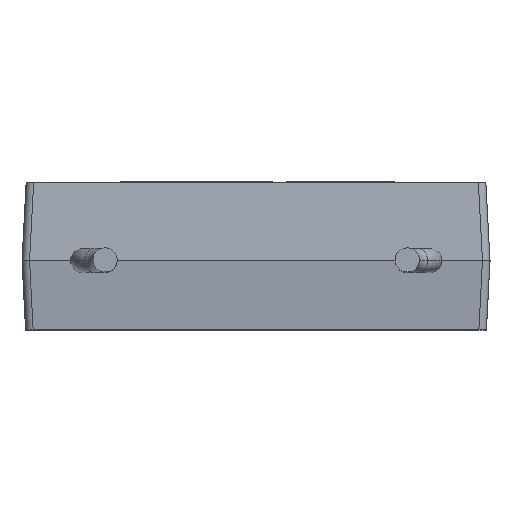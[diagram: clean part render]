
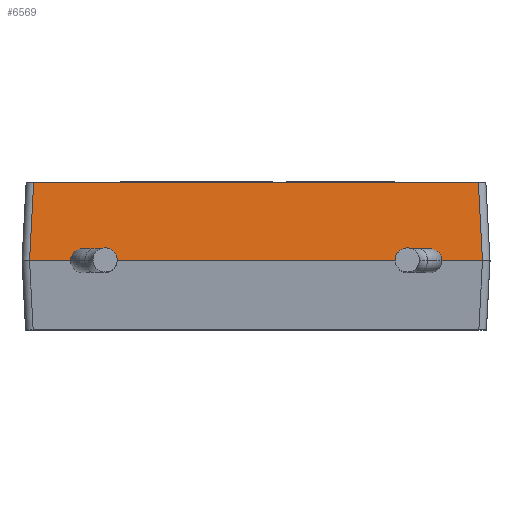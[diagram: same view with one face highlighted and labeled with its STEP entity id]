
A CAD part, top view. The second image highlights one B-rep face of the part: STEP entity #6569.
In plain terms, the highlighted face is planar.
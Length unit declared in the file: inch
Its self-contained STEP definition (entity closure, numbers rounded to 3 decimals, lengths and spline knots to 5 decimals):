
#5887=DIRECTION('',(-1.,0.,0.));
#5888=VECTOR('',#5887,0.58916);
#5889=CARTESIAN_POINT('',(0.29458,-0.39841,0.104));
#5890=LINE('',#5889,#5888);
#5897=CARTESIAN_POINT('',(-0.29458,-0.39841,0.104));
#6029=DIRECTION('',(-1.,0.,0.));
#6030=VECTOR('',#6029,0.60005);
#6031=CARTESIAN_POINT('',(0.30002,-0.40749,
0.00014));
#6032=LINE('',#6031,#6030);
#6036=CARTESIAN_POINT('',(0.30002,-0.40749,
0.00014));
#6038=DIRECTION('',(0.052,0.087,0.995));
#6039=VECTOR('',#6038,0.1044);
#6040=CARTESIAN_POINT('',(-0.30002,-0.40749,
0.00014));
#6041=LINE('',#6040,#6039);
#6042=DIRECTION('',(0.052,-0.087,-0.995));
#6043=VECTOR('',#6042,0.1044);
#6044=CARTESIAN_POINT('',(0.29458,-0.39841,0.104));
#6045=LINE('',#6044,#6043);
#6180=VERTEX_POINT('',#5897);
#6181=CARTESIAN_POINT('',(-0.30002,-0.40749,
0.00014));
#6182=VERTEX_POINT('',#6181);
#6183=VERTEX_POINT('',#6036);
#6184=CARTESIAN_POINT('',(0.29458,-0.39841,0.104));
#6185=VERTEX_POINT('',#6184);
#6558=CARTESIAN_POINT('',(0.,-0.40295,0.05207));
#6559=DIRECTION('',(0.,-0.996,0.087));
#6560=DIRECTION('',(0.,0.087,0.996));
#6561=AXIS2_PLACEMENT_3D('',#6558,#6559,#6560);
#6562=PLANE('',#6561);
#6563=ORIENTED_EDGE('',*,*,#6550,.T.);
#6564=ORIENTED_EDGE('',*,*,#6295,.F.);
#6565=ORIENTED_EDGE('',*,*,#6523,.T.);
#6566=ORIENTED_EDGE('',*,*,#6538,.T.);
#6567=EDGE_LOOP('',(#6563,#6564,#6565,#6566));
#6568=FACE_OUTER_BOUND('',#6567,.F.);
#6569=ADVANCED_FACE('',(#6568),#6562,.T.);
#6295=EDGE_CURVE('',#6185,#6180,#5890,.T.);
#6523=EDGE_CURVE('',#6185,#6183,#6045,.T.);
#6538=EDGE_CURVE('',#6183,#6182,#6032,.T.);
#6550=EDGE_CURVE('',#6182,#6180,#6041,.T.);
